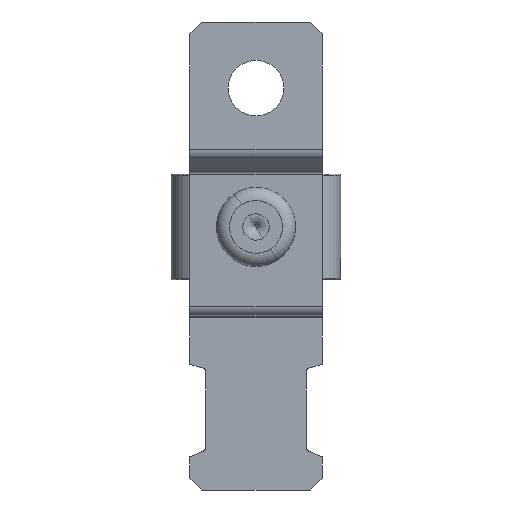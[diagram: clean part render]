
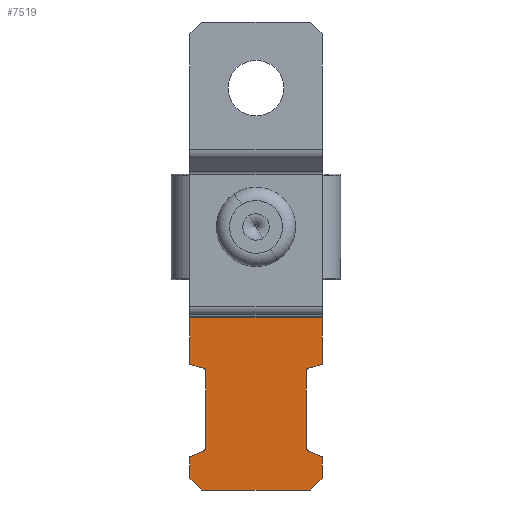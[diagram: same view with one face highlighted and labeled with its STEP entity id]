
A CAD part, front view. The second image highlights one B-rep face of the part: STEP entity #7519.
In plain terms, the highlighted planar face has unit normal (0, -1, 0).
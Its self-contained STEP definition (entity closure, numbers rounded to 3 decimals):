
#206 = VECTOR ( 'NONE', #1895, 1000. ) ;
#454 = ORIENTED_EDGE ( 'NONE', *, *, #6178, .T. ) ;
#465 = CARTESIAN_POINT ( 'NONE',  ( -26.47, 7.597, 4.1 ) ) ;
#533 = DIRECTION ( 'NONE',  ( 0.406, 0., 0.914 ) ) ;
#588 = VECTOR ( 'NONE', #1458, 1000. ) ;
#626 = VERTEX_POINT ( 'NONE', #2484 ) ;
#823 = CARTESIAN_POINT ( 'NONE',  ( -22.33, 7.597, -5. ) ) ;
#874 = DIRECTION ( 'NONE',  ( 0., 0., -1. ) ) ;
#876 = CIRCLE ( 'NONE', #5579, 0.3 ) ;
#891 = LINE ( 'NONE', #3473, #9484 ) ;
#1022 = DIRECTION ( 'NONE',  ( -0.707, 0., -0.707 ) ) ;
#1034 = VECTOR ( 'NONE', #8305, 1000. ) ;
#1142 = CARTESIAN_POINT ( 'NONE',  ( -25.9, 7.597, 5. ) ) ;
#1195 = ORIENTED_EDGE ( 'NONE', *, *, #11295, .T. ) ;
#1266 = ORIENTED_EDGE ( 'NONE', *, *, #3723, .F. ) ;
#1310 = VERTEX_POINT ( 'NONE', #5357 ) ;
#1458 = DIRECTION ( 'NONE',  ( 0., 0., -1. ) ) ;
#1488 = DIRECTION ( 'NONE',  ( 1., 0., 0. ) ) ;
#1525 = ORIENTED_EDGE ( 'NONE', *, *, #7198, .T. ) ;
#1621 = DIRECTION ( 'NONE',  ( 0.707, 0., -0.707 ) ) ;
#1664 = VECTOR ( 'NONE', #1488, 1000. ) ;
#1679 = CIRCLE ( 'NONE', #2060, 0.3 ) ;
#1778 = DIRECTION ( 'NONE',  ( 1., 0., 0. ) ) ;
#1789 = CARTESIAN_POINT ( 'NONE',  ( -26.47, 7.597, -4.1 ) ) ;
#1799 = CARTESIAN_POINT ( 'NONE',  ( -32.9, 7.597, 5. ) ) ;
#1894 = VERTEX_POINT ( 'NONE', #7781 ) ;
#1895 = DIRECTION ( 'NONE',  ( -1., 0., 0. ) ) ;
#1956 = CARTESIAN_POINT ( 'NONE',  ( -31.159, 7.597, 1.079 ) ) ;
#1999 = VECTOR ( 'NONE', #4411, 1000. ) ;
#2060 = AXIS2_PLACEMENT_3D ( 'NONE', #1789, #8970, #2668 ) ;
#2071 = EDGE_CURVE ( 'NONE', #5179, #6133, #8080, .T. ) ;
#2403 = CARTESIAN_POINT ( 'NONE',  ( -34.5, 7.597, -5. ) ) ;
#2438 = VECTOR ( 'NONE', #1022, 1000. ) ;
#2484 = CARTESIAN_POINT ( 'NONE',  ( -26.189, 7.597, 3.997 ) ) ;
#2497 = CARTESIAN_POINT ( 'NONE',  ( -34.5, 7.597, -5. ) ) ;
#2535 = ORIENTED_EDGE ( 'NONE', *, *, #10021, .F. ) ;
#2537 = CIRCLE ( 'NONE', #4414, 0.3 ) ;
#2586 = CARTESIAN_POINT ( 'NONE',  ( -35.4, 7.597, 4.1 ) ) ;
#2668 = DIRECTION ( 'NONE',  ( -1., 0., 0. ) ) ;
#2714 = DIRECTION ( 'NONE',  ( -0.406, 0., 0.914 ) ) ;
#2740 = EDGE_LOOP ( 'NONE', ( #1266, #5855, #1195, #454, #4601, #8612, #2535, #7690, #6060, #6324, #4906, #5033, #10576, #4922, #1525, #8247, #10807, #8383 ) ) ;
#2901 = DIRECTION ( 'NONE',  ( 0., 1., 0. ) ) ;
#3110 = VECTOR ( 'NONE', #874, 1000. ) ;
#3142 = CARTESIAN_POINT ( 'NONE',  ( -32.455, 7.597, 3.997 ) ) ;
#3371 = LINE ( 'NONE', #2497, #11484 ) ;
#3397 = VECTOR ( 'NONE', #5144, 1000. ) ;
#3473 = CARTESIAN_POINT ( 'NONE',  ( -22.33, 7.597, 5. ) ) ;
#3528 = VERTEX_POINT ( 'NONE', #8263 ) ;
#3590 = LINE ( 'NONE', #9850, #6927 ) ;
#3723 = EDGE_CURVE ( 'NONE', #8935, #3528, #891, .T. ) ;
#3744 = EDGE_CURVE ( 'NONE', #11629, #11236, #7150, .T. ) ;
#3989 = CARTESIAN_POINT ( 'NONE',  ( -28.285, 7.597, 3.286 ) ) ;
#4114 = DIRECTION ( 'NONE',  ( 0., 1., 0. ) ) ;
#4238 = LINE ( 'NONE', #5953, #11435 ) ;
#4411 = DIRECTION ( 'NONE',  ( 1., 0., 0. ) ) ;
#4414 = AXIS2_PLACEMENT_3D ( 'NONE', #465, #4114, #8482 ) ;
#4444 = EDGE_CURVE ( 'NONE', #8935, #626, #8916, .T. ) ;
#4593 = DIRECTION ( 'NONE',  ( 1., 0., 0. ) ) ;
#4601 = ORIENTED_EDGE ( 'NONE', *, *, #10950, .T. ) ;
#4607 = CARTESIAN_POINT ( 'NONE',  ( -25.627, 7.597, 5.949 ) ) ;
#4657 = EDGE_CURVE ( 'NONE', #9458, #5203, #11621, .T. ) ;
#4906 = ORIENTED_EDGE ( 'NONE', *, *, #4657, .T. ) ;
#4922 = ORIENTED_EDGE ( 'NONE', *, *, #10093, .T. ) ;
#5033 = ORIENTED_EDGE ( 'NONE', *, *, #9996, .T. ) ;
#5143 = CARTESIAN_POINT ( 'NONE',  ( -34.5, 7.597, 5. ) ) ;
#5144 = DIRECTION ( 'NONE',  ( 1., 0., 0. ) ) ;
#5179 = VERTEX_POINT ( 'NONE', #2586 ) ;
#5203 = VERTEX_POINT ( 'NONE', #7477 ) ;
#5326 = DIRECTION ( 'NONE',  ( -0.277, 0., -0.961 ) ) ;
#5357 = CARTESIAN_POINT ( 'NONE',  ( -32.173, 7.597, 3.8 ) ) ;
#5440 = VERTEX_POINT ( 'NONE', #7643 ) ;
#5497 = LINE ( 'NONE', #9096, #2438 ) ;
#5525 = VERTEX_POINT ( 'NONE', #11653 ) ;
#5573 = DIRECTION ( 'NONE',  ( -1., 0., 0. ) ) ;
#5579 = AXIS2_PLACEMENT_3D ( 'NONE', #9232, #2901, #5573 ) ;
#5810 = VERTEX_POINT ( 'NONE', #5143 ) ;
#5852 = CARTESIAN_POINT ( 'NONE',  ( -32.455, 7.597, -3.997 ) ) ;
#5855 = ORIENTED_EDGE ( 'NONE', *, *, #4444, .T. ) ;
#5875 = EDGE_CURVE ( 'NONE', #6133, #9458, #3371, .T. ) ;
#5953 = CARTESIAN_POINT ( 'NONE',  ( -27.45, 7.597, 7.274 ) ) ;
#6005 = CARTESIAN_POINT ( 'NONE',  ( -35.4, 7.597, -4.1 ) ) ;
#6009 = LINE ( 'NONE', #9565, #1664 ) ;
#6060 = ORIENTED_EDGE ( 'NONE', *, *, #2071, .T. ) ;
#6133 = VERTEX_POINT ( 'NONE', #6005 ) ;
#6178 = EDGE_CURVE ( 'NONE', #5525, #1310, #7083, .T. ) ;
#6324 = ORIENTED_EDGE ( 'NONE', *, *, #5875, .T. ) ;
#6426 = AXIS2_PLACEMENT_3D ( 'NONE', #9042, #10978, #7399 ) ;
#6453 = CIRCLE ( 'NONE', #6426, 0.3 ) ;
#6576 = AXIS2_PLACEMENT_3D ( 'NONE', #10342, #10280, #11282 ) ;
#6748 = EDGE_CURVE ( 'NONE', #1894, #7777, #8803, .T. ) ;
#6927 = VECTOR ( 'NONE', #1778, 1000. ) ;
#7083 = LINE ( 'NONE', #9964, #206 ) ;
#7150 = LINE ( 'NONE', #1956, #10607 ) ;
#7198 = EDGE_CURVE ( 'NONE', #8159, #11446, #1679, .T. ) ;
#7218 = EDGE_CURVE ( 'NONE', #5810, #5179, #5497, .T. ) ;
#7399 = DIRECTION ( 'NONE',  ( -1., 0., 0. ) ) ;
#7477 = CARTESIAN_POINT ( 'NONE',  ( -32.9, 7.597, -5. ) ) ;
#7519 = ADVANCED_FACE ( 'NONE', ( #8346 ), #9349, .F. ) ;
#7556 = VERTEX_POINT ( 'NONE', #5852 ) ;
#7643 = CARTESIAN_POINT ( 'NONE',  ( -32.173, 7.597, -3.8 ) ) ;
#7690 = ORIENTED_EDGE ( 'NONE', *, *, #7218, .T. ) ;
#7777 = VERTEX_POINT ( 'NONE', #8160 ) ;
#7781 = CARTESIAN_POINT ( 'NONE',  ( -25.9, 7.597, -5. ) ) ;
#8080 = LINE ( 'NONE', #9073, #3110 ) ;
#8159 = VERTEX_POINT ( 'NONE', #10429 ) ;
#8160 = CARTESIAN_POINT ( 'NONE',  ( -22.37, 7.597, -5. ) ) ;
#8247 = ORIENTED_EDGE ( 'NONE', *, *, #8337, .T. ) ;
#8263 = CARTESIAN_POINT ( 'NONE',  ( -22.37, 7.597, 5. ) ) ;
#8305 = DIRECTION ( 'NONE',  ( 0.277, 0., -0.961 ) ) ;
#8337 = EDGE_CURVE ( 'NONE', #11446, #1894, #10184, .T. ) ;
#8346 = FACE_OUTER_BOUND ( 'NONE', #2740, .T. ) ;
#8383 = ORIENTED_EDGE ( 'NONE', *, *, #9700, .F. ) ;
#8482 = DIRECTION ( 'NONE',  ( -1., 0., 0. ) ) ;
#8612 = ORIENTED_EDGE ( 'NONE', *, *, #3744, .T. ) ;
#8803 = LINE ( 'NONE', #11522, #3397 ) ;
#8916 = LINE ( 'NONE', #4607, #9337 ) ;
#8935 = VERTEX_POINT ( 'NONE', #1142 ) ;
#8970 = DIRECTION ( 'NONE',  ( 0., 1., 0. ) ) ;
#9042 = CARTESIAN_POINT ( 'NONE',  ( -32.173, 7.597, -4.1 ) ) ;
#9073 = CARTESIAN_POINT ( 'NONE',  ( -35.4, 7.597, 5. ) ) ;
#9096 = CARTESIAN_POINT ( 'NONE',  ( -35.4, 7.597, 4.1 ) ) ;
#9232 = CARTESIAN_POINT ( 'NONE',  ( -32.173, 7.597, 4.1 ) ) ;
#9337 = VECTOR ( 'NONE', #5326, 1000. ) ;
#9349 = PLANE ( 'NONE',  #6576 ) ;
#9458 = VERTEX_POINT ( 'NONE', #2403 ) ;
#9484 = VECTOR ( 'NONE', #4593, 1000. ) ;
#9531 = CARTESIAN_POINT ( 'NONE',  ( -22.37, 7.597, 5. ) ) ;
#9565 = CARTESIAN_POINT ( 'NONE',  ( -22.33, 7.597, 5. ) ) ;
#9700 = EDGE_CURVE ( 'NONE', #3528, #7777, #10405, .T. ) ;
#9850 = CARTESIAN_POINT ( 'NONE',  ( -22.33, 7.597, -3.8 ) ) ;
#9964 = CARTESIAN_POINT ( 'NONE',  ( -22.33, 7.597, 3.8 ) ) ;
#9996 = EDGE_CURVE ( 'NONE', #5203, #7556, #4238, .T. ) ;
#10021 = EDGE_CURVE ( 'NONE', #5810, #11236, #6009, .T. ) ;
#10093 = EDGE_CURVE ( 'NONE', #5440, #8159, #3590, .T. ) ;
#10184 = LINE ( 'NONE', #3989, #1034 ) ;
#10280 = DIRECTION ( 'NONE',  ( 0., 1., 0. ) ) ;
#10342 = CARTESIAN_POINT ( 'NONE',  ( -22.33, 7.597, 5. ) ) ;
#10405 = LINE ( 'NONE', #9531, #588 ) ;
#10429 = CARTESIAN_POINT ( 'NONE',  ( -26.467, 7.597, -3.8 ) ) ;
#10576 = ORIENTED_EDGE ( 'NONE', *, *, #11216, .T. ) ;
#10607 = VECTOR ( 'NONE', #2714, 1000. ) ;
#10723 = CARTESIAN_POINT ( 'NONE',  ( -26.189, 7.597, -3.997 ) ) ;
#10807 = ORIENTED_EDGE ( 'NONE', *, *, #6748, .T. ) ;
#10950 = EDGE_CURVE ( 'NONE', #1310, #11629, #876, .T. ) ;
#10978 = DIRECTION ( 'NONE',  ( 0., 1., 0. ) ) ;
#11216 = EDGE_CURVE ( 'NONE', #7556, #5440, #6453, .T. ) ;
#11236 = VERTEX_POINT ( 'NONE', #1799 ) ;
#11282 = DIRECTION ( 'NONE',  ( -1., 0., 0. ) ) ;
#11295 = EDGE_CURVE ( 'NONE', #626, #5525, #2537, .T. ) ;
#11435 = VECTOR ( 'NONE', #533, 1000. ) ;
#11446 = VERTEX_POINT ( 'NONE', #10723 ) ;
#11484 = VECTOR ( 'NONE', #1621, 1000. ) ;
#11522 = CARTESIAN_POINT ( 'NONE',  ( -22.33, 7.597, -5. ) ) ;
#11621 = LINE ( 'NONE', #823, #1999 ) ;
#11629 = VERTEX_POINT ( 'NONE', #3142 ) ;
#11653 = CARTESIAN_POINT ( 'NONE',  ( -26.467, 7.597, 3.8 ) ) ;
